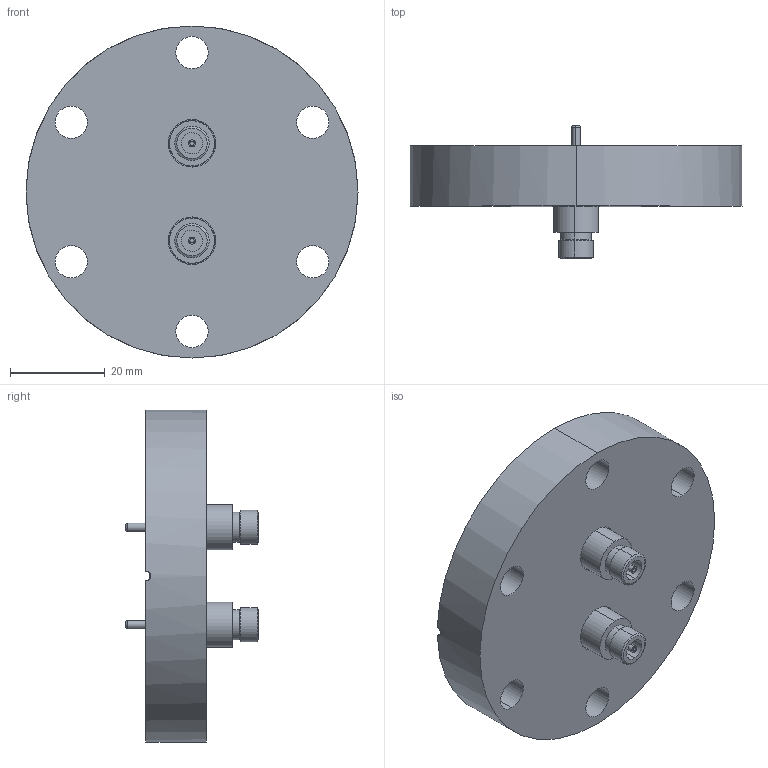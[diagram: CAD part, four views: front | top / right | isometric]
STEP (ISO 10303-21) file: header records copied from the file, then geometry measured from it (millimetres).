
FILE_DESCRIPTION (( 'STEP AP214' ), '1' );
FILE_NAME ('242-SMA50-C40-2.STEP', '2020-12-09T07:52:00', ( '' ), ( '' ), 'SwSTEP 2.0', 'SolidWorks 2017', '' );
FILE_SCHEMA (( 'AUTOMOTIVE_DESIGN' ));
Length unit declared in the file: millimetre
Products named in the file (3): 242-SMA50; 9411-C40-9.6-2_411-CB40; 242-SMA50-C40-2
Assembly tree (3 placements, depth 2):
  242-SMA50-C40-2
    9411-C40-9.6-2_411-CB40
    242-SMA50  x2
Bounding box: 69.9 x 28 x 69.9 mm (x, y, z)
Volume: 42952 mm3; surface area: 15258.1 mm2
Topology: 3 solids, 3 shells, 96 faces, 208 edges, 132 vertices
Faces by surface type: cylinder 58, plane 22, cone 12, torus 4
Entity records: 2096 total; most frequent: DIRECTION 384, CARTESIAN_POINT 380, ORIENTED_EDGE 300, AXIS2_PLACEMENT_3D 166, EDGE_CURVE 150, VERTEX_POINT 96, CIRCLE 94, EDGE_LOOP 90
